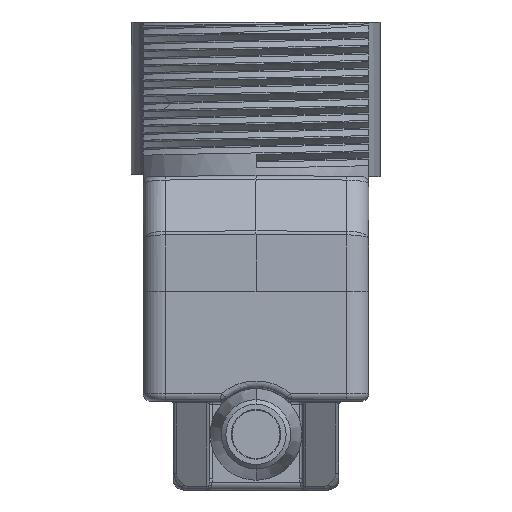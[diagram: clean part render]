
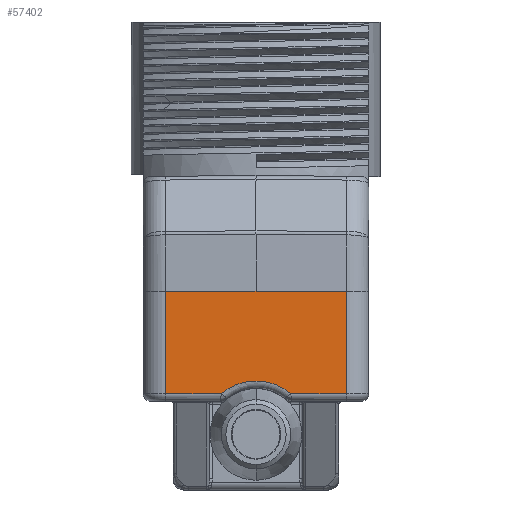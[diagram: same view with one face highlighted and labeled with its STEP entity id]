
A CAD part, front view. The second image highlights one B-rep face of the part: STEP entity #57402.
In plain terms, the highlighted planar face has unit normal (0, -1, 0).
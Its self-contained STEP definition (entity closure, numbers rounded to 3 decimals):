
#53829=DIRECTION('',(1.,0.,0.));
#53830=VECTOR('',#53829,12.);
#53831=CARTESIAN_POINT('',(-6.,0.,0.));
#53832=LINE('',#53831,#53830);
#53833=DIRECTION('',(-1.,0.,0.));
#53834=VECTOR('',#53833,3.695);
#53835=CARTESIAN_POINT('',(6.,0.,-6.8));
#53836=LINE('',#53835,#53834);
#53846=CARTESIAN_POINT('',(2.305,0.,
-6.8));
#53894=DIRECTION('',(0.,0.,1.));
#53895=VECTOR('',#53894,6.8);
#53896=CARTESIAN_POINT('',(6.,0.,-6.8));
#53897=LINE('',#53896,#53895);
#55246=CARTESIAN_POINT('',(-2.305,0.,
-6.8));
#55268=CARTESIAN_POINT('',(0.,0.,-9.5));
#55269=DIRECTION('',(0.,1.,0.));
#55270=DIRECTION('',(-0.649,0.,0.761));
#55271=AXIS2_PLACEMENT_3D('',#55268,#55269,#55270);
#55277=DIRECTION('',(-1.,0.,0.));
#55278=VECTOR('',#55277,3.695);
#55279=CARTESIAN_POINT('',(-2.305,0.,
-6.8));
#55280=LINE('',#55279,#55278);
#55318=DIRECTION('',(0.,0.,-1.));
#55319=VECTOR('',#55318,6.8);
#55320=CARTESIAN_POINT('',(-6.,0.,0.));
#55321=LINE('',#55320,#55319);
#56735=CARTESIAN_POINT('',(-6.,0.,0.));
#56736=VERTEX_POINT('',#56735);
#56737=CARTESIAN_POINT('',(6.,0.,0.));
#56738=VERTEX_POINT('',#56737);
#57230=CARTESIAN_POINT('',(6.,0.,-6.8));
#57231=VERTEX_POINT('',#57230);
#57248=CARTESIAN_POINT('',(-6.,0.,-6.8));
#57249=VERTEX_POINT('',#57248);
#57257=VERTEX_POINT('',#53846);
#57259=VERTEX_POINT('',#55246);
#57383=CARTESIAN_POINT('',(0.,0.,0.));
#57384=DIRECTION('',(0.,1.,0.));
#57385=DIRECTION('',(1.,0.,0.));
#57386=AXIS2_PLACEMENT_3D('',#57383,#57384,#57385);
#57387=PLANE('',#57386);
#57389=ORIENTED_EDGE('',*,*,#57388,.T.);
#57391=ORIENTED_EDGE('',*,*,#57390,.F.);
#57393=ORIENTED_EDGE('',*,*,#57392,.T.);
#57395=ORIENTED_EDGE('',*,*,#57394,.F.);
#57397=ORIENTED_EDGE('',*,*,#57396,.T.);
#57399=ORIENTED_EDGE('',*,*,#57398,.F.);
#57400=EDGE_LOOP('',(#57389,#57391,#57393,#57395,#57397,#57399));
#57401=FACE_OUTER_BOUND('',#57400,.F.);
#57402=ADVANCED_FACE('',(#57401),#57387,.F.);
#55272=CIRCLE('',#55271,3.55);
#57388=EDGE_CURVE('',#57231,#57257,#53836,.T.);
#57390=EDGE_CURVE('',#57259,#57257,#55272,.T.);
#57392=EDGE_CURVE('',#57259,#57249,#55280,.T.);
#57394=EDGE_CURVE('',#56736,#57249,#55321,.T.);
#57396=EDGE_CURVE('',#56736,#56738,#53832,.T.);
#57398=EDGE_CURVE('',#57231,#56738,#53897,.T.);
